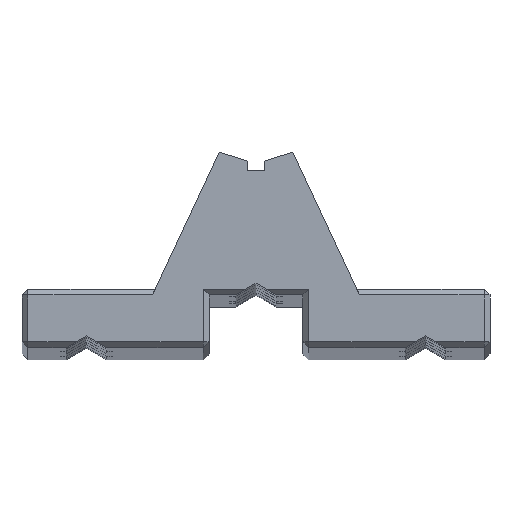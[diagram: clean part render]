
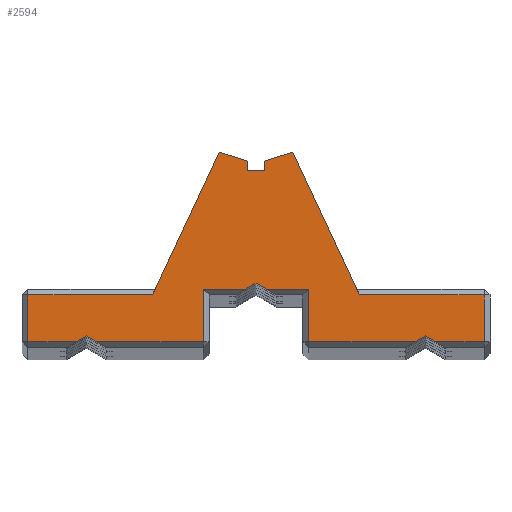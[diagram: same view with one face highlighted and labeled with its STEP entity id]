
A CAD part, top view. The second image highlights one B-rep face of the part: STEP entity #2594.
In plain terms, the highlighted planar face has unit normal (0, 0, 1).
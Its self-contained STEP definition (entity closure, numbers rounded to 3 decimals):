
#233=FACE_OUTER_BOUND('',#362,.T.);
#362=EDGE_LOOP('',(#1871,#1872,#1873,#1874,#1875,#1876,#1877,#1878,#1879,
#1880,#1881,#1882,#1883,#1884,#1885,#1886,#1887,#1888,#1889,#1890,#1891,
#1892,#1893,#1894,#1895));
#461=LINE('',#3793,#722);
#466=LINE('',#3800,#727);
#476=LINE('',#3818,#737);
#519=LINE('',#3919,#780);
#524=LINE('',#3928,#785);
#531=LINE('',#3941,#792);
#548=LINE('',#3992,#809);
#551=LINE('',#3997,#812);
#557=LINE('',#4007,#818);
#582=LINE('',#4063,#843);
#586=LINE('',#4069,#847);
#593=LINE('',#4083,#854);
#597=LINE('',#4091,#858);
#598=LINE('',#4093,#859);
#599=LINE('',#4095,#860);
#600=LINE('',#4097,#861);
#601=LINE('',#4099,#862);
#602=LINE('',#4101,#863);
#603=LINE('',#4102,#864);
#604=LINE('',#4104,#865);
#605=LINE('',#4105,#866);
#606=LINE('',#4107,#867);
#607=LINE('',#4108,#868);
#608=LINE('',#4110,#869);
#609=LINE('',#4111,#870);
#722=VECTOR('',#2984,10.);
#727=VECTOR('',#2993,10.);
#737=VECTOR('',#3011,10.);
#780=VECTOR('',#3084,10.);
#785=VECTOR('',#3093,10.);
#792=VECTOR('',#3106,10.);
#809=VECTOR('',#3151,10.);
#812=VECTOR('',#3156,10.);
#818=VECTOR('',#3166,10.);
#843=VECTOR('',#3217,10.);
#847=VECTOR('',#3225,10.);
#854=VECTOR('',#3240,10.);
#858=VECTOR('',#3248,10.);
#859=VECTOR('',#3249,10.);
#860=VECTOR('',#3250,10.);
#861=VECTOR('',#3251,10.);
#862=VECTOR('',#3252,10.);
#863=VECTOR('',#3253,10.);
#864=VECTOR('',#3254,10.);
#865=VECTOR('',#3255,10.);
#866=VECTOR('',#3256,10.);
#867=VECTOR('',#3257,10.);
#868=VECTOR('',#3258,10.);
#869=VECTOR('',#3259,10.);
#870=VECTOR('',#3260,10.);
#975=VERTEX_POINT('',#3772);
#981=VERTEX_POINT('',#3786);
#983=VERTEX_POINT('',#3791);
#986=VERTEX_POINT('',#3814);
#1028=VERTEX_POINT('',#3912);
#1030=VERTEX_POINT('',#3917);
#1032=VERTEX_POINT('',#3927);
#1034=VERTEX_POINT('',#3937);
#1052=VERTEX_POINT('',#3984);
#1054=VERTEX_POINT('',#3989);
#1055=VERTEX_POINT('',#3991);
#1057=VERTEX_POINT('',#4003);
#1068=VERTEX_POINT('',#4040);
#1073=VERTEX_POINT('',#4053);
#1075=VERTEX_POINT('',#4059);
#1079=VERTEX_POINT('',#4081);
#1081=VERTEX_POINT('',#4090);
#1082=VERTEX_POINT('',#4092);
#1083=VERTEX_POINT('',#4094);
#1084=VERTEX_POINT('',#4096);
#1085=VERTEX_POINT('',#4098);
#1086=VERTEX_POINT('',#4100);
#1087=VERTEX_POINT('',#4103);
#1088=VERTEX_POINT('',#4106);
#1089=VERTEX_POINT('',#4109);
#1237=EDGE_CURVE('',#983,#981,#461,.T.);
#1242=EDGE_CURVE('',#981,#975,#466,.T.);
#1252=EDGE_CURVE('',#975,#986,#476,.T.);
#1301=EDGE_CURVE('',#1030,#1028,#519,.T.);
#1306=EDGE_CURVE('',#1028,#1032,#524,.T.);
#1313=EDGE_CURVE('',#1032,#1034,#531,.T.);
#1337=EDGE_CURVE('',#1054,#1055,#548,.T.);
#1340=EDGE_CURVE('',#1055,#1052,#551,.T.);
#1346=EDGE_CURVE('',#1052,#1057,#557,.T.);
#1373=EDGE_CURVE('',#1073,#1075,#582,.T.);
#1377=EDGE_CURVE('',#1068,#1073,#586,.T.);
#1384=EDGE_CURVE('',#1079,#1068,#593,.T.);
#1388=EDGE_CURVE('',#1081,#983,#597,.T.);
#1389=EDGE_CURVE('',#1082,#1081,#598,.T.);
#1390=EDGE_CURVE('',#1083,#1082,#599,.T.);
#1391=EDGE_CURVE('',#1084,#1083,#600,.T.);
#1392=EDGE_CURVE('',#1085,#1084,#601,.T.);
#1393=EDGE_CURVE('',#1086,#1085,#602,.T.);
#1394=EDGE_CURVE('',#1075,#1086,#603,.T.);
#1395=EDGE_CURVE('',#1087,#1079,#604,.T.);
#1396=EDGE_CURVE('',#1057,#1087,#605,.T.);
#1397=EDGE_CURVE('',#1088,#1054,#606,.T.);
#1398=EDGE_CURVE('',#1034,#1088,#607,.T.);
#1399=EDGE_CURVE('',#1089,#1030,#608,.T.);
#1400=EDGE_CURVE('',#986,#1089,#609,.T.);
#1871=ORIENTED_EDGE('',*,*,#1388,.F.);
#1872=ORIENTED_EDGE('',*,*,#1389,.F.);
#1873=ORIENTED_EDGE('',*,*,#1390,.F.);
#1874=ORIENTED_EDGE('',*,*,#1391,.F.);
#1875=ORIENTED_EDGE('',*,*,#1392,.F.);
#1876=ORIENTED_EDGE('',*,*,#1393,.F.);
#1877=ORIENTED_EDGE('',*,*,#1394,.F.);
#1878=ORIENTED_EDGE('',*,*,#1373,.F.);
#1879=ORIENTED_EDGE('',*,*,#1377,.F.);
#1880=ORIENTED_EDGE('',*,*,#1384,.F.);
#1881=ORIENTED_EDGE('',*,*,#1395,.F.);
#1882=ORIENTED_EDGE('',*,*,#1396,.F.);
#1883=ORIENTED_EDGE('',*,*,#1346,.F.);
#1884=ORIENTED_EDGE('',*,*,#1340,.F.);
#1885=ORIENTED_EDGE('',*,*,#1337,.F.);
#1886=ORIENTED_EDGE('',*,*,#1397,.F.);
#1887=ORIENTED_EDGE('',*,*,#1398,.F.);
#1888=ORIENTED_EDGE('',*,*,#1313,.F.);
#1889=ORIENTED_EDGE('',*,*,#1306,.F.);
#1890=ORIENTED_EDGE('',*,*,#1301,.F.);
#1891=ORIENTED_EDGE('',*,*,#1399,.F.);
#1892=ORIENTED_EDGE('',*,*,#1400,.F.);
#1893=ORIENTED_EDGE('',*,*,#1252,.F.);
#1894=ORIENTED_EDGE('',*,*,#1242,.F.);
#1895=ORIENTED_EDGE('',*,*,#1237,.F.);
#2480=PLANE('',#2758);
#2594=ADVANCED_FACE('',(#233),#2480,.T.);
#2758=AXIS2_PLACEMENT_3D('',#4089,#3246,#3247);
#2984=DIRECTION('',(1.,0.,0.));
#2993=DIRECTION('',(0.,-1.,0.));
#3011=DIRECTION('',(-1.,0.,0.));
#3084=DIRECTION('',(-1.,0.,0.));
#3093=DIRECTION('',(0.,1.,0.));
#3106=DIRECTION('',(-1.,0.,0.));
#3151=DIRECTION('',(-1.,0.,0.));
#3156=DIRECTION('',(0.,-1.,0.));
#3166=DIRECTION('',(-1.,0.,0.));
#3217=DIRECTION('',(1.,0.,0.));
#3225=DIRECTION('',(0.,1.,0.));
#3240=DIRECTION('',(-1.,0.,0.));
#3246=DIRECTION('center_axis',(0.,0.,1.));
#3247=DIRECTION('ref_axis',(1.,0.,0.));
#3248=DIRECTION('',(0.423,-0.906,0.));
#3249=DIRECTION('',(0.954,0.301,0.));
#3250=DIRECTION('',(0.,1.,0.));
#3251=DIRECTION('',(1.,0.,0.));
#3252=DIRECTION('',(0.,-1.,0.));
#3253=DIRECTION('',(0.954,-0.301,0.));
#3254=DIRECTION('',(0.423,0.906,0.));
#3255=DIRECTION('',(-0.866,-0.5,0.));
#3256=DIRECTION('',(-0.866,0.5,0.));
#3257=DIRECTION('',(-0.866,-0.5,0.));
#3258=DIRECTION('',(-0.866,0.5,0.));
#3259=DIRECTION('',(-0.866,-0.5,0.));
#3260=DIRECTION('',(-0.866,0.5,0.));
#3772=CARTESIAN_POINT('',(19.5,-2.,599.5));
#3786=CARTESIAN_POINT('',(19.5,2.,599.5));
#3791=CARTESIAN_POINT('',(8.84,2.,599.5));
#3793=CARTESIAN_POINT('',(4.303,2.,599.5));
#3800=CARTESIAN_POINT('',(19.5,2.614,599.5));
#3814=CARTESIAN_POINT('',(15.366,-2.,599.5));
#3818=CARTESIAN_POINT('',(10.,-2.,599.5));
#3912=CARTESIAN_POINT('',(4.5,-2.,599.5));
#3917=CARTESIAN_POINT('',(13.634,-2.,599.5));
#3919=CARTESIAN_POINT('',(6.384,-2.,599.5));
#3927=CARTESIAN_POINT('',(4.5,2.5,599.5));
#3928=CARTESIAN_POINT('',(4.5,0.114,599.5));
#3937=CARTESIAN_POINT('',(0.866,2.5,599.5));
#3941=CARTESIAN_POINT('',(2.,2.5,599.5));
#3984=CARTESIAN_POINT('',(-4.5,-2.,599.5));
#3989=CARTESIAN_POINT('',(-0.866,2.5,599.5));
#3991=CARTESIAN_POINT('',(-4.5,2.5,599.5));
#3992=CARTESIAN_POINT('',(-0.866,2.5,599.5));
#3997=CARTESIAN_POINT('',(-4.5,2.364,599.5));
#4003=CARTESIAN_POINT('',(-13.634,-2.,599.5));
#4007=CARTESIAN_POINT('',(-2.,-2.,599.5));
#4040=CARTESIAN_POINT('',(-19.5,-2.,599.5));
#4053=CARTESIAN_POINT('',(-19.5,2.,599.5));
#4059=CARTESIAN_POINT('',(-8.84,2.,599.5));
#4063=CARTESIAN_POINT('',(-10.,2.,599.5));
#4069=CARTESIAN_POINT('',(-19.5,0.114,599.5));
#4081=CARTESIAN_POINT('',(-15.366,-2.,599.5));
#4083=CARTESIAN_POINT('',(-8.116,-2.,599.5));
#4089=CARTESIAN_POINT('Origin',(0.,2.728,
599.5));
#4090=CARTESIAN_POINT('',(3.15,14.202,599.5));
#4091=CARTESIAN_POINT('',(5.066,10.093,599.5));
#4092=CARTESIAN_POINT('',(0.75,13.445,599.5));
#4093=CARTESIAN_POINT('',(3.15,14.202,599.5));
#4094=CARTESIAN_POINT('',(0.75,12.645,599.5));
#4095=CARTESIAN_POINT('',(0.75,13.445,599.5));
#4096=CARTESIAN_POINT('',(-0.75,12.645,599.5));
#4097=CARTESIAN_POINT('',(0.75,12.645,599.5));
#4098=CARTESIAN_POINT('',(-0.75,13.445,599.5));
#4099=CARTESIAN_POINT('',(-0.75,12.645,599.5));
#4100=CARTESIAN_POINT('',(-3.15,14.202,599.5));
#4101=CARTESIAN_POINT('',(-0.75,13.445,599.5));
#4102=CARTESIAN_POINT('',(-3.15,14.202,599.5));
#4103=CARTESIAN_POINT('',(-14.5,-1.5,599.5));
#4104=CARTESIAN_POINT('',(-16.232,-2.5,599.5));
#4105=CARTESIAN_POINT('',(-14.5,-1.5,599.5));
#4106=CARTESIAN_POINT('',(0.,3.,599.5));
#4107=CARTESIAN_POINT('',(-1.732,2.,599.5));
#4108=CARTESIAN_POINT('',(0.,3.,599.5));
#4109=CARTESIAN_POINT('',(14.5,-1.5,599.5));
#4110=CARTESIAN_POINT('',(12.768,-2.5,599.5));
#4111=CARTESIAN_POINT('',(14.5,-1.5,599.5));
